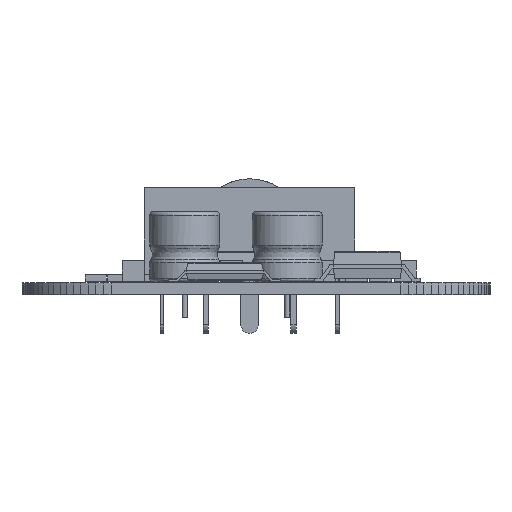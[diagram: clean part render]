
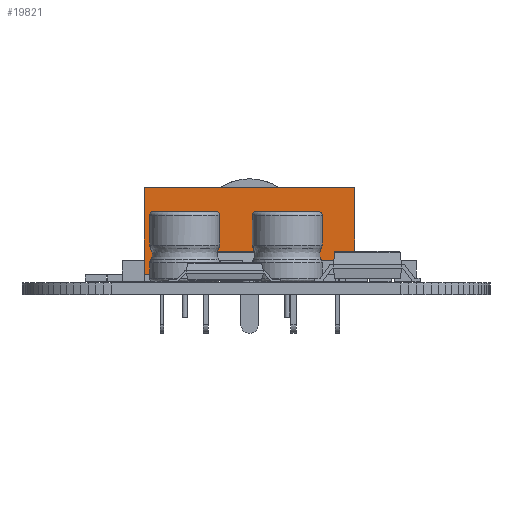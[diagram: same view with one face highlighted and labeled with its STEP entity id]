
A CAD part, front view. The second image highlights one B-rep face of the part: STEP entity #19821.
In plain terms, the highlighted face is planar.
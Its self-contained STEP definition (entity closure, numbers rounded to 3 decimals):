
#18202 = PLANE('',#18203);
#18203 = AXIS2_PLACEMENT_3D('',#18204,#18205,#18206);
#18204 = CARTESIAN_POINT('',(-3.,6.,-2.5));
#18205 = DIRECTION('',(0.,-0.,1.));
#18206 = DIRECTION('',(1.,0.,0.));
#18263 = PLANE('',#18264);
#18264 = AXIS2_PLACEMENT_3D('',#18265,#18266,#18267);
#18265 = CARTESIAN_POINT('',(-3.,6.,2.5));
#18266 = DIRECTION('',(0.,0.,-1.));
#18267 = DIRECTION('',(-1.,0.,0.));
#19530 = EDGE_CURVE('',#19531,#19533,#19535,.T.);
#19531 = VERTEX_POINT('',#19532);
#19532 = CARTESIAN_POINT('',(-14.,-6.,2.5));
#19533 = VERTEX_POINT('',#19534);
#19534 = CARTESIAN_POINT('',(-14.,6.,2.5));
#19535 = SURFACE_CURVE('',#19536,(#19540,#19547),.PCURVE_S1.);
#19536 = LINE('',#19537,#19538);
#19537 = CARTESIAN_POINT('',(-14.,6.,2.5));
#19538 = VECTOR('',#19539,1.);
#19539 = DIRECTION('',(0.,1.,0.));
#19540 = PCURVE('',#18263,#19541);
#19541 = DEFINITIONAL_REPRESENTATION('',(#19542),#19546);
#19542 = LINE('',#19543,#19544);
#19543 = CARTESIAN_POINT('',(11.,0.));
#19544 = VECTOR('',#19545,1.);
#19545 = DIRECTION('',(0.,1.));
#19546 = ( GEOMETRIC_REPRESENTATION_CONTEXT(2) 
PARAMETRIC_REPRESENTATION_CONTEXT() REPRESENTATION_CONTEXT('2D SPACE',''
  ) );
#19547 = PCURVE('',#19548,#19553);
#19548 = PLANE('',#19549);
#19549 = AXIS2_PLACEMENT_3D('',#19550,#19551,#19552);
#19550 = CARTESIAN_POINT('',(-14.,6.,-2.5));
#19551 = DIRECTION('',(1.,-0.,0.));
#19552 = DIRECTION('',(0.,0.,-1.));
#19553 = DEFINITIONAL_REPRESENTATION('',(#19554),#19558);
#19554 = LINE('',#19555,#19556);
#19555 = CARTESIAN_POINT('',(-5.,0.));
#19556 = VECTOR('',#19557,1.);
#19557 = DIRECTION('',(0.,1.));
#19558 = ( GEOMETRIC_REPRESENTATION_CONTEXT(2) 
PARAMETRIC_REPRESENTATION_CONTEXT() REPRESENTATION_CONTEXT('2D SPACE',''
  ) );
#19576 = PLANE('',#19577);
#19577 = AXIS2_PLACEMENT_3D('',#19578,#19579,#19580);
#19578 = CARTESIAN_POINT('',(-14.,6.,2.5));
#19579 = DIRECTION('',(0.,1.,0.));
#19580 = DIRECTION('',(0.,-0.,1.));
#19810 = PLANE('',#19811);
#19811 = AXIS2_PLACEMENT_3D('',#19812,#19813,#19814);
#19812 = CARTESIAN_POINT('',(-14.,-6.,2.5));
#19813 = DIRECTION('',(0.,1.,0.));
#19814 = DIRECTION('',(0.,-0.,1.));
#19821 = ADVANCED_FACE('',(#19822),#19548,.F.);
#19822 = FACE_BOUND('',#19823,.F.);
#19823 = EDGE_LOOP('',(#19824,#19849,#19870,#19871));
#19824 = ORIENTED_EDGE('',*,*,#19825,.T.);
#19825 = EDGE_CURVE('',#19826,#19828,#19830,.T.);
#19826 = VERTEX_POINT('',#19827);
#19827 = CARTESIAN_POINT('',(-14.,-6.,-2.5));
#19828 = VERTEX_POINT('',#19829);
#19829 = CARTESIAN_POINT('',(-14.,6.,-2.5));
#19830 = SURFACE_CURVE('',#19831,(#19835,#19842),.PCURVE_S1.);
#19831 = LINE('',#19832,#19833);
#19832 = CARTESIAN_POINT('',(-14.,6.,-2.5));
#19833 = VECTOR('',#19834,1.);
#19834 = DIRECTION('',(0.,1.,0.));
#19835 = PCURVE('',#19548,#19836);
#19836 = DEFINITIONAL_REPRESENTATION('',(#19837),#19841);
#19837 = LINE('',#19838,#19839);
#19838 = CARTESIAN_POINT('',(0.,0.));
#19839 = VECTOR('',#19840,1.);
#19840 = DIRECTION('',(0.,1.));
#19841 = ( GEOMETRIC_REPRESENTATION_CONTEXT(2) 
PARAMETRIC_REPRESENTATION_CONTEXT() REPRESENTATION_CONTEXT('2D SPACE',''
  ) );
#19842 = PCURVE('',#18202,#19843);
#19843 = DEFINITIONAL_REPRESENTATION('',(#19844),#19848);
#19844 = LINE('',#19845,#19846);
#19845 = CARTESIAN_POINT('',(-11.,0.));
#19846 = VECTOR('',#19847,1.);
#19847 = DIRECTION('',(0.,1.));
#19848 = ( GEOMETRIC_REPRESENTATION_CONTEXT(2) 
PARAMETRIC_REPRESENTATION_CONTEXT() REPRESENTATION_CONTEXT('2D SPACE',''
  ) );
#19849 = ORIENTED_EDGE('',*,*,#19850,.T.);
#19850 = EDGE_CURVE('',#19828,#19533,#19851,.T.);
#19851 = SURFACE_CURVE('',#19852,(#19856,#19863),.PCURVE_S1.);
#19852 = LINE('',#19853,#19854);
#19853 = CARTESIAN_POINT('',(-14.,6.,-2.5));
#19854 = VECTOR('',#19855,1.);
#19855 = DIRECTION('',(-0.,-0.,1.));
#19856 = PCURVE('',#19548,#19857);
#19857 = DEFINITIONAL_REPRESENTATION('',(#19858),#19862);
#19858 = LINE('',#19859,#19860);
#19859 = CARTESIAN_POINT('',(0.,0.));
#19860 = VECTOR('',#19861,1.);
#19861 = DIRECTION('',(-1.,0.));
#19862 = ( GEOMETRIC_REPRESENTATION_CONTEXT(2) 
PARAMETRIC_REPRESENTATION_CONTEXT() REPRESENTATION_CONTEXT('2D SPACE',''
  ) );
#19863 = PCURVE('',#19576,#19864);
#19864 = DEFINITIONAL_REPRESENTATION('',(#19865),#19869);
#19865 = LINE('',#19866,#19867);
#19866 = CARTESIAN_POINT('',(-5.,0.));
#19867 = VECTOR('',#19868,1.);
#19868 = DIRECTION('',(1.,-0.));
#19869 = ( GEOMETRIC_REPRESENTATION_CONTEXT(2) 
PARAMETRIC_REPRESENTATION_CONTEXT() REPRESENTATION_CONTEXT('2D SPACE',''
  ) );
#19870 = ORIENTED_EDGE('',*,*,#19530,.F.);
#19871 = ORIENTED_EDGE('',*,*,#19872,.T.);
#19872 = EDGE_CURVE('',#19531,#19826,#19873,.T.);
#19873 = SURFACE_CURVE('',#19874,(#19878,#19885),.PCURVE_S1.);
#19874 = LINE('',#19875,#19876);
#19875 = CARTESIAN_POINT('',(-14.,-6.,-2.5));
#19876 = VECTOR('',#19877,1.);
#19877 = DIRECTION('',(0.,0.,-1.));
#19878 = PCURVE('',#19548,#19879);
#19879 = DEFINITIONAL_REPRESENTATION('',(#19880),#19884);
#19880 = LINE('',#19881,#19882);
#19881 = CARTESIAN_POINT('',(0.,-12.));
#19882 = VECTOR('',#19883,1.);
#19883 = DIRECTION('',(1.,0.));
#19884 = ( GEOMETRIC_REPRESENTATION_CONTEXT(2) 
PARAMETRIC_REPRESENTATION_CONTEXT() REPRESENTATION_CONTEXT('2D SPACE',''
  ) );
#19885 = PCURVE('',#19810,#19886);
#19886 = DEFINITIONAL_REPRESENTATION('',(#19887),#19891);
#19887 = LINE('',#19888,#19889);
#19888 = CARTESIAN_POINT('',(-5.,0.));
#19889 = VECTOR('',#19890,1.);
#19890 = DIRECTION('',(-1.,0.));
#19891 = ( GEOMETRIC_REPRESENTATION_CONTEXT(2) 
PARAMETRIC_REPRESENTATION_CONTEXT() REPRESENTATION_CONTEXT('2D SPACE',''
  ) );
